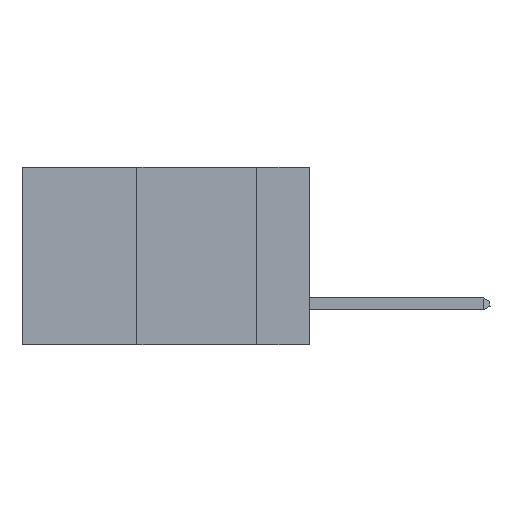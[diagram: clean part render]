
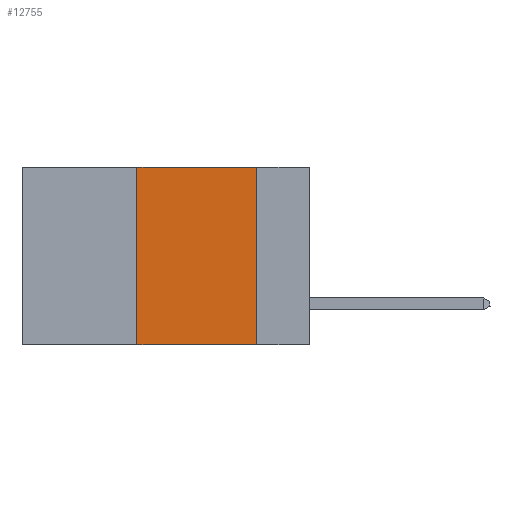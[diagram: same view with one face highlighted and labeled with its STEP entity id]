
A CAD part, left-side view. The second image highlights one B-rep face of the part: STEP entity #12755.
In plain terms, the highlighted planar face has unit normal (-1, 0, 0).
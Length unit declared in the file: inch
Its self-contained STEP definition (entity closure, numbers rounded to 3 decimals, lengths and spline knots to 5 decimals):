
#777 = EDGE_CURVE ( 'NONE', #15233, #11615, #1175, .T. ) ;
#1175 = LINE ( 'NONE', #7094, #2678 ) ;
#1452 = DIRECTION ( 'NONE',  ( 0., 0., -1. ) ) ;
#1701 = CARTESIAN_POINT ( 'NONE',  ( 0., 0.36, 0. ) ) ;
#2678 = VECTOR ( 'NONE', #8618, 39.37008 ) ;
#2992 = CARTESIAN_POINT ( 'NONE',  ( 0., 0.11, 0. ) ) ;
#3828 = DIRECTION ( 'NONE',  ( 0., 0., 1. ) ) ;
#4125 = CARTESIAN_POINT ( 'NONE',  ( 0., 0.36, 0. ) ) ;
#4556 = CARTESIAN_POINT ( 'NONE',  ( 0., 0.11, -0.37 ) ) ;
#5841 = ORIENTED_EDGE ( 'NONE', *, *, #9964, .F. ) ;
#6116 = CARTESIAN_POINT ( 'NONE',  ( 0., 0.6, 0. ) ) ;
#6241 = DIRECTION ( 'NONE',  ( 1., 0., 0. ) ) ;
#6242 = VECTOR ( 'NONE', #18927, 39.37008 ) ;
#6280 = VECTOR ( 'NONE', #3828, 39.37008 ) ;
#7094 = CARTESIAN_POINT ( 'NONE',  ( 0., 0.6, -0.37 ) ) ;
#7452 = ORIENTED_EDGE ( 'NONE', *, *, #777, .T. ) ;
#7472 = LINE ( 'NONE', #20391, #6242 ) ;
#8618 = DIRECTION ( 'NONE',  ( 0., -1., 0. ) ) ;
#8663 = VERTEX_POINT ( 'NONE', #4125 ) ;
#8800 = CARTESIAN_POINT ( 'NONE',  ( 0., 0.36, -0.37 ) ) ;
#8844 = EDGE_CURVE ( 'NONE', #8663, #10909, #19393, .T. ) ;
#9964 = EDGE_CURVE ( 'NONE', #10909, #11615, #7472, .T. ) ;
#10378 = VECTOR ( 'NONE', #17574, 39.37008 ) ;
#10909 = VERTEX_POINT ( 'NONE', #2992 ) ;
#10980 = PLANE ( 'NONE',  #12432 ) ;
#11352 = FACE_OUTER_BOUND ( 'NONE', #13685, .T. ) ;
#11615 = VERTEX_POINT ( 'NONE', #4556 ) ;
#12432 = AXIS2_PLACEMENT_3D ( 'NONE', #20345, #6241, #1452 ) ;
#12755 = ADVANCED_FACE ( 'NONE', ( #11352 ), #10980, .F. ) ;
#13685 = EDGE_LOOP ( 'NONE', ( #5841, #17326, #18789, #7452 ) ) ;
#14708 = EDGE_CURVE ( 'NONE', #15233, #8663, #20527, .T. ) ;
#15233 = VERTEX_POINT ( 'NONE', #8800 ) ;
#17326 = ORIENTED_EDGE ( 'NONE', *, *, #8844, .F. ) ;
#17574 = DIRECTION ( 'NONE',  ( 0., -1., 0. ) ) ;
#18789 = ORIENTED_EDGE ( 'NONE', *, *, #14708, .F. ) ;
#18927 = DIRECTION ( 'NONE',  ( 0., 0., -1. ) ) ;
#19393 = LINE ( 'NONE', #6116, #10378 ) ;
#20345 = CARTESIAN_POINT ( 'NONE',  ( 0., 0.6, 0. ) ) ;
#20391 = CARTESIAN_POINT ( 'NONE',  ( 0., 0.11, 0. ) ) ;
#20527 = LINE ( 'NONE', #1701, #6280 ) ;
